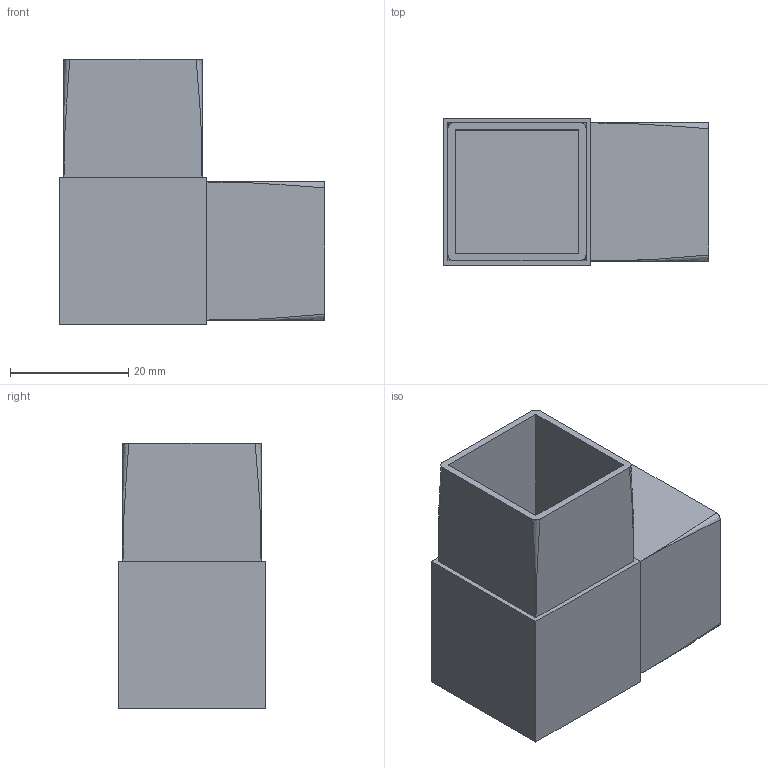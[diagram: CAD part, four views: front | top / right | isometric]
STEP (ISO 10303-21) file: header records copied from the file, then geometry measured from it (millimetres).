
FILE_DESCRIPTION (( 'STEP AP203' ), '1' );
FILE_NAME ('3D_GV1734_25x25x2_188711340.STEP', '2024-10-18T07:05:21', ( '' ), ( '' ), 'SwSTEP 2.0', 'SolidWorks 2024', '' );
FILE_SCHEMA (( 'CONFIG_CONTROL_DESIGN' ));
Length unit declared in the file: millimetre
Products named in the file (1): 3D_GV1734_25x25x2_188711340
Bounding box: 45 x 25 x 45 mm (x, y, z)
Volume: 8854.3 mm3; surface area: 12045.6 mm2
Topology: 1 solids, 1 shells, 30 faces, 78 edges, 44 vertices
Faces by surface type: plane 22, bspline 8
Entity records: 1167 total; most frequent: CARTESIAN_POINT 489, ORIENTED_EDGE 140, DIRECTION 92, EDGE_CURVE 70, LINE 46, VECTOR 46, VERTEX_POINT 44, EDGE_LOOP 34
